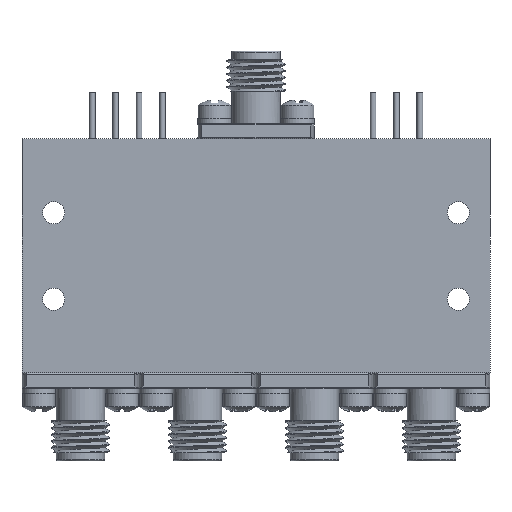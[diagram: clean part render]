
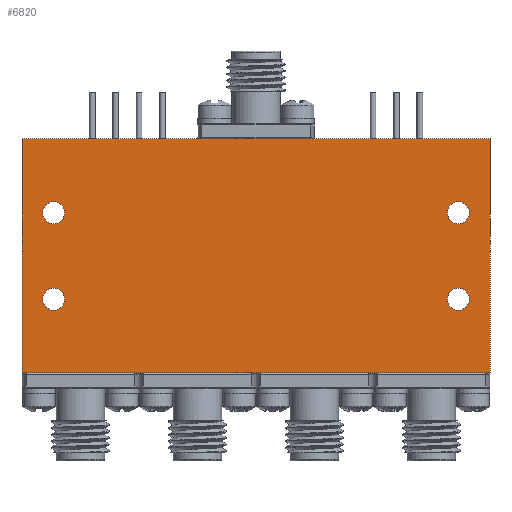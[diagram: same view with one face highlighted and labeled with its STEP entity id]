
A CAD part, front view. The second image highlights one B-rep face of the part: STEP entity #6820.
In plain terms, the highlighted planar face has unit normal (0, -1, 0).
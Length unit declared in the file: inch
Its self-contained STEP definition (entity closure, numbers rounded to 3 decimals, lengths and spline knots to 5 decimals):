
#680 = VERTEX_POINT ( 'NONE', #11186 ) ;
#818 = EDGE_CURVE ( 'NONE', #7630, #58872, #41944, .T. ) ;
#943 = VECTOR ( 'NONE', #21265, 39.37008 ) ;
#1082 = CARTESIAN_POINT ( 'NONE',  ( -1.22396, -0.11098, -0.61387 ) ) ;
#1586 = DIRECTION ( 'NONE',  ( -1., 0., 0. ) ) ;
#1592 = FACE_BOUND ( 'NONE', #28098, .T. ) ;
#1890 = LINE ( 'NONE', #11490, #56398 ) ;
#2216 = AXIS2_PLACEMENT_3D ( 'NONE', #43600, #58612, #29091 ) ;
#2533 = FACE_BOUND ( 'NONE', #38817, .T. ) ;
#3203 = VERTEX_POINT ( 'NONE', #52325 ) ;
#3801 = VECTOR ( 'NONE', #37741, 39.37008 ) ;
#6820 = ADVANCED_FACE ( 'NONE', ( #1592, #25541, #59883, #2533, #15946 ), #60513, .T. ) ;
#6854 = VECTOR ( 'NONE', #50900, 39.37008 ) ;
#7630 = VERTEX_POINT ( 'NONE', #62563 ) ;
#10825 = VERTEX_POINT ( 'NONE', #38551 ) ;
#10927 = EDGE_CURVE ( 'NONE', #50364, #50364, #30422, .T. ) ;
#11186 = CARTESIAN_POINT ( 'NONE',  ( 0.50604, -0.11098, -0.19687 ) ) ;
#11490 = CARTESIAN_POINT ( 'NONE',  ( -1.35896, -0.11098, -0.92887 ) ) ;
#11698 = LINE ( 'NONE', #31223, #943 ) ;
#12139 = VERTEX_POINT ( 'NONE', #13364 ) ;
#13364 = CARTESIAN_POINT ( 'NONE',  ( -1.22396, -0.11098, -0.19687 ) ) ;
#14223 = ORIENTED_EDGE ( 'NONE', *, *, #34403, .T. ) ;
#15705 = CARTESIAN_POINT ( 'NONE',  ( -1.22396, -0.11098, -0.56687 ) ) ;
#15946 = FACE_OUTER_BOUND ( 'NONE', #56339, .T. ) ;
#17206 = DIRECTION ( 'NONE',  ( 0., 0., -1. ) ) ;
#17608 = ORIENTED_EDGE ( 'NONE', *, *, #818, .F. ) ;
#18666 = CARTESIAN_POINT ( 'NONE',  ( 0.50604, -0.11098, -0.24387 ) ) ;
#19526 = AXIS2_PLACEMENT_3D ( 'NONE', #18666, #63233, #37640 ) ;
#20470 = EDGE_CURVE ( 'NONE', #3203, #10825, #11698, .T. ) ;
#21213 = CARTESIAN_POINT ( 'NONE',  ( -1.22396, -0.11098, -0.24387 ) ) ;
#21265 = DIRECTION ( 'NONE',  ( 0., 0., -1. ) ) ;
#22074 = ORIENTED_EDGE ( 'NONE', *, *, #38513, .T. ) ;
#25541 = FACE_BOUND ( 'NONE', #53223, .T. ) ;
#28098 = EDGE_LOOP ( 'NONE', ( #32562 ) ) ;
#28822 = CIRCLE ( 'NONE', #60608, 0.047 ) ;
#29017 = CARTESIAN_POINT ( 'NONE',  ( -1.35896, -0.11098, 0.07113 ) ) ;
#29091 = DIRECTION ( 'NONE',  ( 0., 0., 1. ) ) ;
#30235 = EDGE_CURVE ( 'NONE', #58872, #3203, #49645, .T. ) ;
#30422 = CIRCLE ( 'NONE', #30548, 0.047 ) ;
#30548 = AXIS2_PLACEMENT_3D ( 'NONE', #1082, #35285, #30789 ) ;
#30789 = DIRECTION ( 'NONE',  ( 0., 0., 1. ) ) ;
#31223 = CARTESIAN_POINT ( 'NONE',  ( 0.64104, -0.11098, 0.07113 ) ) ;
#31366 = AXIS2_PLACEMENT_3D ( 'NONE', #55692, #61127, #17206 ) ;
#32562 = ORIENTED_EDGE ( 'NONE', *, *, #10927, .T. ) ;
#34403 = EDGE_CURVE ( 'NONE', #680, #680, #41057, .T. ) ;
#34511 = EDGE_CURVE ( 'NONE', #35843, #35843, #34930, .T. ) ;
#34930 = CIRCLE ( 'NONE', #2216, 0.047 ) ;
#35285 = DIRECTION ( 'NONE',  ( 0., 1., 0. ) ) ;
#35477 = EDGE_CURVE ( 'NONE', #10825, #7630, #1890, .T. ) ;
#35510 = CARTESIAN_POINT ( 'NONE',  ( -1.35896, -0.11098, 0.07113 ) ) ;
#35843 = VERTEX_POINT ( 'NONE', #40670 ) ;
#37640 = DIRECTION ( 'NONE',  ( 0., 0., 1. ) ) ;
#37741 = DIRECTION ( 'NONE',  ( 0., 0., 1. ) ) ;
#38513 = EDGE_CURVE ( 'NONE', #12139, #12139, #28822, .T. ) ;
#38551 = CARTESIAN_POINT ( 'NONE',  ( 0.64104, -0.11098, -0.92887 ) ) ;
#38817 = EDGE_LOOP ( 'NONE', ( #60622 ) ) ;
#40670 = CARTESIAN_POINT ( 'NONE',  ( 0.50604, -0.11098, -0.56687 ) ) ;
#41057 = CIRCLE ( 'NONE', #19526, 0.047 ) ;
#41944 = LINE ( 'NONE', #29017, #3801 ) ;
#43600 = CARTESIAN_POINT ( 'NONE',  ( 0.50604, -0.11098, -0.61387 ) ) ;
#45857 = EDGE_LOOP ( 'NONE', ( #14223 ) ) ;
#49645 = LINE ( 'NONE', #55672, #6854 ) ;
#50364 = VERTEX_POINT ( 'NONE', #15705 ) ;
#50444 = DIRECTION ( 'NONE',  ( 0., 0., 1. ) ) ;
#50900 = DIRECTION ( 'NONE',  ( 1., 0., 0. ) ) ;
#52325 = CARTESIAN_POINT ( 'NONE',  ( 0.64104, -0.11098, 0.07113 ) ) ;
#53223 = EDGE_LOOP ( 'NONE', ( #22074 ) ) ;
#54067 = ORIENTED_EDGE ( 'NONE', *, *, #35477, .F. ) ;
#54213 = ORIENTED_EDGE ( 'NONE', *, *, #30235, .F. ) ;
#55672 = CARTESIAN_POINT ( 'NONE',  ( -1.35896, -0.11098, 0.07113 ) ) ;
#55692 = CARTESIAN_POINT ( 'NONE',  ( -0.35896, -0.11098, -0.42887 ) ) ;
#56183 = ORIENTED_EDGE ( 'NONE', *, *, #20470, .F. ) ;
#56339 = EDGE_LOOP ( 'NONE', ( #56183, #54213, #17608, #54067 ) ) ;
#56398 = VECTOR ( 'NONE', #1586, 39.37008 ) ;
#58612 = DIRECTION ( 'NONE',  ( 0., 1., 0. ) ) ;
#58872 = VERTEX_POINT ( 'NONE', #35510 ) ;
#59883 = FACE_BOUND ( 'NONE', #45857, .T. ) ;
#60349 = DIRECTION ( 'NONE',  ( 0., 1., 0. ) ) ;
#60513 = PLANE ( 'NONE',  #31366 ) ;
#60608 = AXIS2_PLACEMENT_3D ( 'NONE', #21213, #60349, #50444 ) ;
#60622 = ORIENTED_EDGE ( 'NONE', *, *, #34511, .T. ) ;
#61127 = DIRECTION ( 'NONE',  ( 0., -1., 0. ) ) ;
#62563 = CARTESIAN_POINT ( 'NONE',  ( -1.35896, -0.11098, -0.92887 ) ) ;
#63233 = DIRECTION ( 'NONE',  ( 0., 1., 0. ) ) ;
